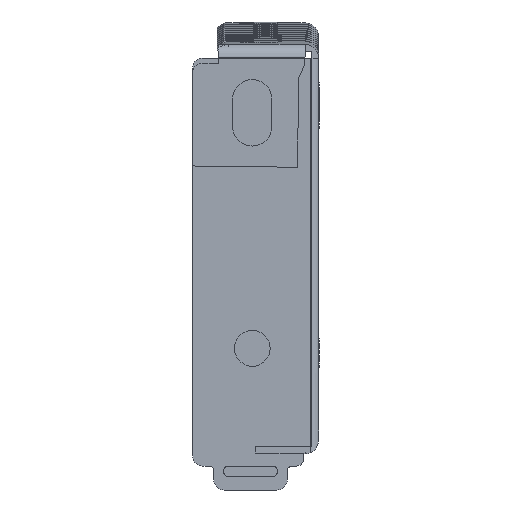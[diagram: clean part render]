
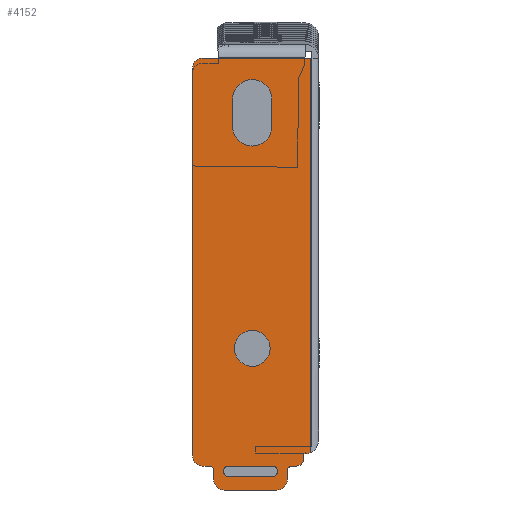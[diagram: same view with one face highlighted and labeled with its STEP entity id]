
A CAD part, front view. The second image highlights one B-rep face of the part: STEP entity #4152.
In plain terms, the highlighted planar face has unit normal (0, -1, 0).
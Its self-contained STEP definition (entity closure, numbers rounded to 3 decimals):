
#43=ELLIPSE('',#4488,4.037,4.);
#251=FACE_OUTER_BOUND('',#457,.T.);
#457=EDGE_LOOP('',(#3609,#3610,#3611,#3612,#3613,#3614,#3615,#3616,#3617,
#3618,#3619,#3620,#3621,#3622,#3623,#3624,#3625,#3626));
#561=CIRCLE('',#4501,3.);
#562=CIRCLE('',#4502,3.);
#563=CIRCLE('',#4503,1.5);
#564=CIRCLE('',#4504,3.);
#565=CIRCLE('',#4505,3.);
#566=CIRCLE('',#4506,1.5);
#567=CIRCLE('',#4507,2.);
#1038=LINE('',#6742,#1544);
#1053=LINE('',#6807,#1559);
#1054=LINE('',#6811,#1560);
#1056=LINE('',#6815,#1562);
#1057=LINE('',#6819,#1563);
#1058=LINE('',#6823,#1564);
#1059=LINE('',#6827,#1565);
#1060=LINE('',#6831,#1566);
#1061=LINE('',#6835,#1567);
#1062=LINE('',#6839,#1568);
#1544=VECTOR('',#5476,1.);
#1559=VECTOR('',#5513,1.);
#1560=VECTOR('',#5518,1.);
#1562=VECTOR('',#5522,1.);
#1563=VECTOR('',#5525,1.);
#1564=VECTOR('',#5528,1.);
#1565=VECTOR('',#5531,1.);
#1566=VECTOR('',#5534,1.);
#1567=VECTOR('',#5537,1.);
#1568=VECTOR('',#5540,1.);
#1963=VERTEX_POINT('',#6739);
#1964=VERTEX_POINT('',#6741);
#1967=VERTEX_POINT('',#6749);
#1985=VERTEX_POINT('',#6806);
#1986=VERTEX_POINT('',#6810);
#1987=VERTEX_POINT('',#6814);
#1988=VERTEX_POINT('',#6816);
#1989=VERTEX_POINT('',#6818);
#1990=VERTEX_POINT('',#6820);
#1991=VERTEX_POINT('',#6822);
#1992=VERTEX_POINT('',#6824);
#1993=VERTEX_POINT('',#6826);
#1994=VERTEX_POINT('',#6828);
#1995=VERTEX_POINT('',#6830);
#1996=VERTEX_POINT('',#6832);
#1997=VERTEX_POINT('',#6834);
#1998=VERTEX_POINT('',#6836);
#1999=VERTEX_POINT('',#6838);
#2562=EDGE_CURVE('',#1963,#1964,#1038,.T.);
#2567=EDGE_CURVE('',#1967,#1963,#43,.T.);
#2586=EDGE_CURVE('',#1985,#1967,#1053,.F.);
#2588=EDGE_CURVE('',#1986,#1964,#1054,.T.);
#2590=EDGE_CURVE('',#1987,#1985,#1056,.T.);
#2591=EDGE_CURVE('',#1987,#1988,#561,.F.);
#2592=EDGE_CURVE('',#1989,#1988,#1057,.T.);
#2593=EDGE_CURVE('',#1989,#1990,#562,.F.);
#2594=EDGE_CURVE('',#1991,#1990,#1058,.T.);
#2595=EDGE_CURVE('',#1992,#1991,#563,.F.);
#2596=EDGE_CURVE('',#1993,#1992,#1059,.T.);
#2597=EDGE_CURVE('',#1993,#1994,#564,.F.);
#2598=EDGE_CURVE('',#1995,#1994,#1060,.T.);
#2599=EDGE_CURVE('',#1995,#1996,#565,.F.);
#2600=EDGE_CURVE('',#1997,#1996,#1061,.T.);
#2601=EDGE_CURVE('',#1998,#1997,#566,.F.);
#2602=EDGE_CURVE('',#1999,#1998,#1062,.T.);
#2603=EDGE_CURVE('',#1999,#1986,#567,.F.);
#3609=ORIENTED_EDGE('',*,*,#2562,.F.);
#3610=ORIENTED_EDGE('',*,*,#2567,.F.);
#3611=ORIENTED_EDGE('',*,*,#2586,.F.);
#3612=ORIENTED_EDGE('',*,*,#2590,.F.);
#3613=ORIENTED_EDGE('',*,*,#2591,.T.);
#3614=ORIENTED_EDGE('',*,*,#2592,.F.);
#3615=ORIENTED_EDGE('',*,*,#2593,.T.);
#3616=ORIENTED_EDGE('',*,*,#2594,.F.);
#3617=ORIENTED_EDGE('',*,*,#2595,.F.);
#3618=ORIENTED_EDGE('',*,*,#2596,.F.);
#3619=ORIENTED_EDGE('',*,*,#2597,.T.);
#3620=ORIENTED_EDGE('',*,*,#2598,.F.);
#3621=ORIENTED_EDGE('',*,*,#2599,.T.);
#3622=ORIENTED_EDGE('',*,*,#2600,.F.);
#3623=ORIENTED_EDGE('',*,*,#2601,.F.);
#3624=ORIENTED_EDGE('',*,*,#2602,.F.);
#3625=ORIENTED_EDGE('',*,*,#2603,.T.);
#3626=ORIENTED_EDGE('',*,*,#2588,.T.);
#3953=PLANE('',#4500);
#4152=ADVANCED_FACE('',(#251),#3953,.F.);
#4488=AXIS2_PLACEMENT_3D('',#6768,#5482,#5483);
#4500=AXIS2_PLACEMENT_3D('',#6813,#5520,#5521);
#4501=AXIS2_PLACEMENT_3D('',#6817,#5523,#5524);
#4502=AXIS2_PLACEMENT_3D('',#6821,#5526,#5527);
#4503=AXIS2_PLACEMENT_3D('',#6825,#5529,#5530);
#4504=AXIS2_PLACEMENT_3D('',#6829,#5532,#5533);
#4505=AXIS2_PLACEMENT_3D('',#6833,#5535,#5536);
#4506=AXIS2_PLACEMENT_3D('',#6837,#5538,#5539);
#4507=AXIS2_PLACEMENT_3D('',#6840,#5541,#5542);
#5476=DIRECTION('',(-1.,0.,0.));
#5482=DIRECTION('center_axis',(0.,1.,0.));
#5483=DIRECTION('ref_axis',(0.,0.,-1.));
#5513=DIRECTION('',(0.,0.,1.));
#5518=DIRECTION('',(0.,0.,1.));
#5520=DIRECTION('center_axis',(0.,1.,0.));
#5521=DIRECTION('ref_axis',(-1.,0.,0.));
#5522=DIRECTION('',(1.,0.,0.));
#5523=DIRECTION('center_axis',(0.,1.,0.));
#5524=DIRECTION('ref_axis',(0.,0.,-1.));
#5525=DIRECTION('',(0.,0.,1.));
#5526=DIRECTION('center_axis',(0.,1.,0.));
#5527=DIRECTION('ref_axis',(0.,0.,-1.));
#5528=DIRECTION('',(-1.,0.,0.));
#5529=DIRECTION('center_axis',(0.,1.,0.));
#5530=DIRECTION('ref_axis',(0.,0.,-1.));
#5531=DIRECTION('',(0.,0.,1.));
#5532=DIRECTION('center_axis',(0.,1.,0.));
#5533=DIRECTION('ref_axis',(0.,0.,-1.));
#5534=DIRECTION('',(-1.,0.,0.));
#5535=DIRECTION('center_axis',(0.,1.,0.));
#5536=DIRECTION('ref_axis',(0.,0.,-1.));
#5537=DIRECTION('',(0.,0.,-1.));
#5538=DIRECTION('center_axis',(0.,1.,0.));
#5539=DIRECTION('ref_axis',(0.,0.,-1.));
#5540=DIRECTION('',(-1.,0.,0.));
#5541=DIRECTION('center_axis',(0.,1.,0.));
#5542=DIRECTION('ref_axis',(0.,0.,-1.));
#6739=CARTESIAN_POINT('',(30.14,-4.509,23.547));
#6741=CARTESIAN_POINT('',(29.646,-4.509,23.547));
#6742=CARTESIAN_POINT('',(34.14,-4.509,23.547));
#6749=CARTESIAN_POINT('',(31.64,-4.509,23.842));
#6768=CARTESIAN_POINT('Origin',(30.14,-4.509,27.584));
#6806=CARTESIAN_POINT('',(31.64,-4.509,139.494));
#6807=CARTESIAN_POINT('',(31.64,-4.509,84.064));
#6810=CARTESIAN_POINT('',(29.646,-4.509,21.994));
#6811=CARTESIAN_POINT('',(29.646,-4.509,24.314));
#6813=CARTESIAN_POINT('Origin',(34.14,-4.509,148.518));
#6814=CARTESIAN_POINT('',(0.14,-4.509,139.494));
#6815=CARTESIAN_POINT('',(15.89,-4.509,139.494));
#6816=CARTESIAN_POINT('',(-2.86,-4.509,136.494));
#6817=CARTESIAN_POINT('Origin',(0.14,-4.509,136.494));
#6818=CARTESIAN_POINT('',(-2.86,-4.509,22.994));
#6819=CARTESIAN_POINT('',(-2.86,-4.509,79.744));
#6820=CARTESIAN_POINT('',(0.14,-4.509,19.994));
#6821=CARTESIAN_POINT('Origin',(0.14,-4.509,22.994));
#6822=CARTESIAN_POINT('',(1.89,-4.509,19.994));
#6823=CARTESIAN_POINT('',(1.015,-4.509,19.994));
#6824=CARTESIAN_POINT('',(3.39,-4.509,18.494));
#6825=CARTESIAN_POINT('Origin',(1.89,-4.509,18.494));
#6826=CARTESIAN_POINT('',(3.39,-4.509,15.994));
#6827=CARTESIAN_POINT('',(3.39,-4.509,17.244));
#6828=CARTESIAN_POINT('',(6.39,-4.509,12.994));
#6829=CARTESIAN_POINT('Origin',(6.39,-4.509,15.994));
#6830=CARTESIAN_POINT('',(21.89,-4.509,12.994));
#6831=CARTESIAN_POINT('',(14.14,-4.509,12.994));
#6832=CARTESIAN_POINT('',(24.89,-4.509,15.994));
#6833=CARTESIAN_POINT('Origin',(21.89,-4.509,15.994));
#6834=CARTESIAN_POINT('',(24.89,-4.509,18.494));
#6835=CARTESIAN_POINT('',(24.89,-4.509,17.244));
#6836=CARTESIAN_POINT('',(26.39,-4.509,19.994));
#6837=CARTESIAN_POINT('Origin',(26.39,-4.509,18.494));
#6838=CARTESIAN_POINT('',(27.646,-4.509,19.994));
#6839=CARTESIAN_POINT('',(27.018,-4.509,19.994));
#6840=CARTESIAN_POINT('Origin',(27.646,-4.509,21.994));
